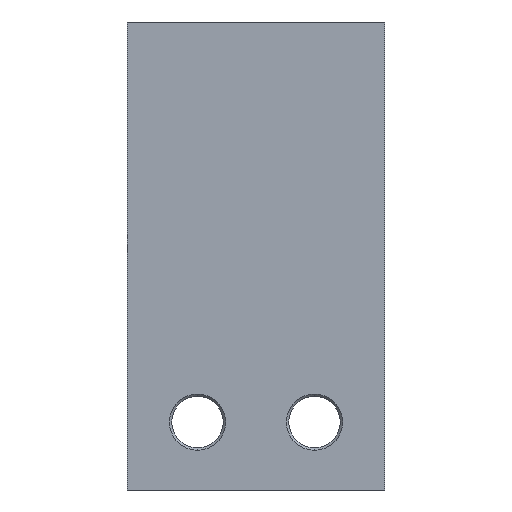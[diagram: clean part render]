
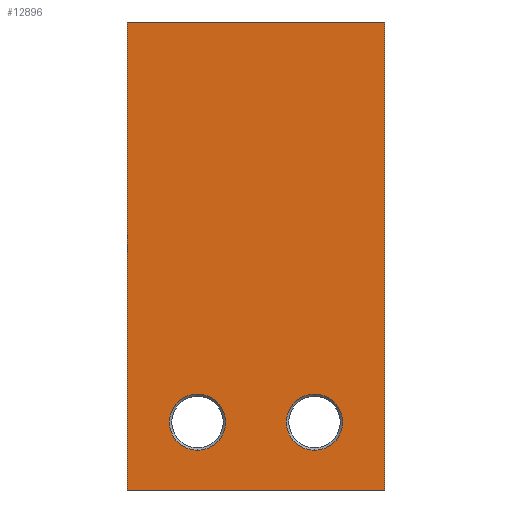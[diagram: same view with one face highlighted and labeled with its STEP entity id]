
A CAD part, left-side view. The second image highlights one B-rep face of the part: STEP entity #12896.
In plain terms, the highlighted planar face has unit normal (-1, 0, 0).
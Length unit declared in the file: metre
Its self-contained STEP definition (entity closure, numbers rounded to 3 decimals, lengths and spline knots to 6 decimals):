
#557=DIRECTION('',(0.,0.,-1.));
#558=VECTOR('',#557,0.1);
#559=CARTESIAN_POINT('',(0.02,-0.0275,0.034));
#560=LINE('',#559,#558);
#3660=CARTESIAN_POINT('',(0.02,0.0125,-0.0515));
#3661=DIRECTION('',(1.,0.,0.));
#3662=DIRECTION('',(0.,0.,-1.));
#3663=AXIS2_PLACEMENT_3D('',#3660,#3661,#3662);
#3665=CARTESIAN_POINT('',(0.02,0.0125,-0.0515));
#3666=DIRECTION('',(1.,0.,0.));
#3667=DIRECTION('',(0.,0.,1.));
#3668=AXIS2_PLACEMENT_3D('',#3665,#3666,#3667);
#3670=CARTESIAN_POINT('',(0.02,-0.0125,-0.0515));
#3671=DIRECTION('',(1.,0.,0.));
#3672=DIRECTION('',(0.,0.,-1.));
#3673=AXIS2_PLACEMENT_3D('',#3670,#3671,#3672);
#3675=CARTESIAN_POINT('',(0.02,-0.0125,-0.0515));
#3676=DIRECTION('',(1.,0.,0.));
#3677=DIRECTION('',(0.,0.,1.));
#3678=AXIS2_PLACEMENT_3D('',#3675,#3676,#3677);
#3680=DIRECTION('',(0.,-1.,0.));
#3681=VECTOR('',#3680,0.055);
#3682=CARTESIAN_POINT('',(0.02,0.0275,-0.066));
#3683=LINE('',#3682,#3681);
#3684=DIRECTION('',(0.,0.,-1.));
#3685=VECTOR('',#3684,0.1);
#3686=CARTESIAN_POINT('',(0.02,0.0275,0.034));
#3687=LINE('',#3686,#3685);
#3688=DIRECTION('',(0.,1.,0.));
#3689=VECTOR('',#3688,0.055);
#3690=CARTESIAN_POINT('',(0.02,-0.0275,0.034));
#3691=LINE('',#3690,#3689);
#9192=CARTESIAN_POINT('',(0.02,-0.0275,0.034));
#9193=CARTESIAN_POINT('',(0.02,-0.0275,-0.066));
#9194=VERTEX_POINT('',#9192);
#9195=VERTEX_POINT('',#9193);
#9196=CARTESIAN_POINT('',(0.02,0.0275,0.034));
#9197=CARTESIAN_POINT('',(0.02,0.0275,-0.066));
#9198=VERTEX_POINT('',#9196);
#9199=VERTEX_POINT('',#9197);
#9810=CARTESIAN_POINT('',(0.02,-0.0125,-0.0455));
#9812=VERTEX_POINT('',#9810);
#9814=CARTESIAN_POINT('',(0.02,-0.0125,-0.0575));
#9816=VERTEX_POINT('',#9814);
#9842=CARTESIAN_POINT('',(0.02,0.0125,-0.0455));
#9844=VERTEX_POINT('',#9842);
#9846=CARTESIAN_POINT('',(0.02,0.0125,-0.0575));
#9848=VERTEX_POINT('',#9846);
#12871=CARTESIAN_POINT('',(0.02,-0.025,-0.061));
#12872=DIRECTION('',(1.,0.,0.));
#12873=DIRECTION('',(0.,0.,1.));
#12874=AXIS2_PLACEMENT_3D('',#12871,#12872,#12873);
#12875=PLANE('',#12874);
#12877=ORIENTED_EDGE('',*,*,#12876,.F.);
#12879=ORIENTED_EDGE('',*,*,#12878,.F.);
#12881=ORIENTED_EDGE('',*,*,#12880,.F.);
#12882=ORIENTED_EDGE('',*,*,#10068,.T.);
#12883=EDGE_LOOP('',(#12877,#12879,#12881,#12882));
#12884=FACE_OUTER_BOUND('',#12883,.F.);
#12886=ORIENTED_EDGE('',*,*,#12885,.F.);
#12888=ORIENTED_EDGE('',*,*,#12887,.F.);
#12889=EDGE_LOOP('',(#12886,#12888));
#12890=FACE_BOUND('',#12889,.F.);
#12891=ORIENTED_EDGE('',*,*,#12861,.F.);
#12893=ORIENTED_EDGE('',*,*,#12892,.F.);
#12894=EDGE_LOOP('',(#12891,#12893));
#12895=FACE_BOUND('',#12894,.F.);
#12896=ADVANCED_FACE('',(#12884,#12890,#12895),#12875,.F.);
#3664=CIRCLE('',#3663,0.006);
#3669=CIRCLE('',#3668,0.006);
#3674=CIRCLE('',#3673,0.006);
#3679=CIRCLE('',#3678,0.006);
#10068=EDGE_CURVE('',#9194,#9195,#560,.T.);
#12861=EDGE_CURVE('',#9848,#9844,#3664,.T.);
#12876=EDGE_CURVE('',#9199,#9195,#3683,.T.);
#12878=EDGE_CURVE('',#9198,#9199,#3687,.T.);
#12880=EDGE_CURVE('',#9194,#9198,#3691,.T.);
#12885=EDGE_CURVE('',#9816,#9812,#3674,.T.);
#12887=EDGE_CURVE('',#9812,#9816,#3679,.T.);
#12892=EDGE_CURVE('',#9844,#9848,#3669,.T.);
